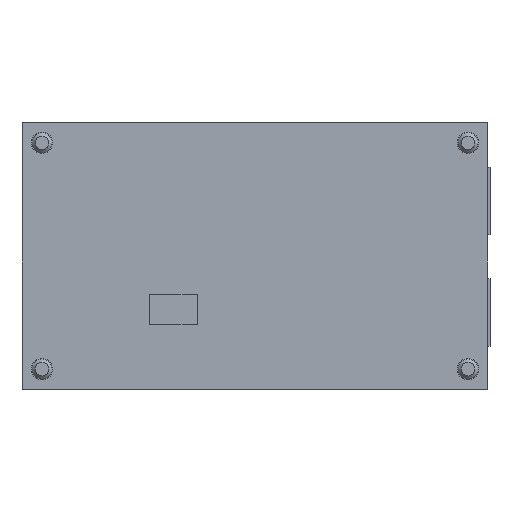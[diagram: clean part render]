
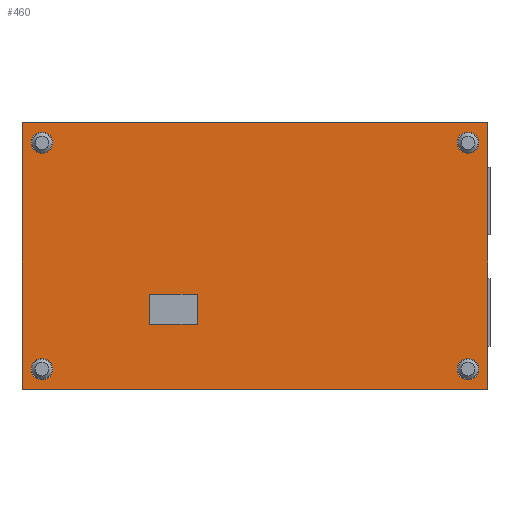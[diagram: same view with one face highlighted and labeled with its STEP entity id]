
A CAD part, top view. The second image highlights one B-rep face of the part: STEP entity #460.
In plain terms, the highlighted planar face has unit normal (0, 0, 1).
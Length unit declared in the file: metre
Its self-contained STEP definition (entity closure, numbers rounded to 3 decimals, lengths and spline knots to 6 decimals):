
#460 = ADVANCED_FACE( '', ( #1349, #1350, #1351, #1352, #1353, #1354 ), #1355, .F. );
#1349 = FACE_BOUND( '', #2760, .T. );
#1350 = FACE_OUTER_BOUND( '', #2761, .T. );
#1351 = FACE_BOUND( '', #2762, .T. );
#1352 = FACE_BOUND( '', #2763, .T. );
#1353 = FACE_BOUND( '', #2764, .T. );
#1354 = FACE_BOUND( '', #2765, .T. );
#1355 = PLANE( '', #2766 );
#2760 = EDGE_LOOP( '', ( #4165, #4166, #4167, #4168 ) );
#2761 = EDGE_LOOP( '', ( #4169, #4170, #4171, #4172 ) );
#2762 = EDGE_LOOP( '', ( #4173 ) );
#2763 = EDGE_LOOP( '', ( #4174 ) );
#2764 = EDGE_LOOP( '', ( #4175 ) );
#2765 = EDGE_LOOP( '', ( #4176 ) );
#2766 = AXIS2_PLACEMENT_3D( '', #4177, #4178, #4179 );
#4165 = ORIENTED_EDGE( '', *, *, #7985, .F. );
#4166 = ORIENTED_EDGE( '', *, *, #7986, .F. );
#4167 = ORIENTED_EDGE( '', *, *, #7987, .F. );
#4168 = ORIENTED_EDGE( '', *, *, #7988, .F. );
#4169 = ORIENTED_EDGE( '', *, *, #7989, .F. );
#4170 = ORIENTED_EDGE( '', *, *, #7990, .F. );
#4171 = ORIENTED_EDGE( '', *, *, #7991, .F. );
#4172 = ORIENTED_EDGE( '', *, *, #7992, .F. );
#4173 = ORIENTED_EDGE( '', *, *, #7993, .F. );
#4174 = ORIENTED_EDGE( '', *, *, #7994, .F. );
#4175 = ORIENTED_EDGE( '', *, *, #7995, .F. );
#4176 = ORIENTED_EDGE( '', *, *, #7996, .F. );
#4177 = CARTESIAN_POINT( '', ( -0.034363, 0.058724, 0.562864 ) );
#4178 = DIRECTION( '', ( 0., 0., -1. ) );
#4179 = DIRECTION( '', ( -1., 0., 0. ) );
#7985 = EDGE_CURVE( '', #9459, #9460, #9461, .T. );
#7986 = EDGE_CURVE( '', #9462, #9459, #9463, .T. );
#7987 = EDGE_CURVE( '', #9464, #9462, #9465, .T. );
#7988 = EDGE_CURVE( '', #9460, #9464, #9466, .F. );
#7989 = EDGE_CURVE( '', #9467, #9468, #9469, .T. );
#7990 = EDGE_CURVE( '', #9470, #9467, #9471, .F. );
#7991 = EDGE_CURVE( '', #9472, #9470, #9473, .F. );
#7992 = EDGE_CURVE( '', #9468, #9472, #9474, .T. );
#7993 = EDGE_CURVE( '', #9475, #9475, #9476, .T. );
#7994 = EDGE_CURVE( '', #9477, #9477, #9478, .T. );
#7995 = EDGE_CURVE( '', #9479, #9479, #9480, .T. );
#7996 = EDGE_CURVE( '', #9481, #9481, #9482, .T. );
#9459 = VERTEX_POINT( '', #11633 );
#9460 = VERTEX_POINT( '', #11634 );
#9461 = LINE( '', #11635, #11636 );
#9462 = VERTEX_POINT( '', #11637 );
#9463 = LINE( '', #11638, #11639 );
#9464 = VERTEX_POINT( '', #11640 );
#9465 = LINE( '', #11641, #11642 );
#9466 = LINE( '', #11643, #11644 );
#9467 = VERTEX_POINT( '', #11645 );
#9468 = VERTEX_POINT( '', #11646 );
#9469 = LINE( '', #11647, #11648 );
#9470 = VERTEX_POINT( '', #11649 );
#9471 = LINE( '', #11650, #11651 );
#9472 = VERTEX_POINT( '', #11652 );
#9473 = LINE( '', #11653, #11654 );
#9474 = LINE( '', #11655, #11656 );
#9475 = VERTEX_POINT( '', #11657 );
#9476 = CIRCLE( '', #11658, 0.0016 );
#9477 = VERTEX_POINT( '', #11659 );
#9478 = CIRCLE( '', #11660, 0.0016 );
#9479 = VERTEX_POINT( '', #11661 );
#9480 = CIRCLE( '', #11662, 0.0016 );
#9481 = VERTEX_POINT( '', #11663 );
#9482 = CIRCLE( '', #11664, 0.0016 );
#11633 = CARTESIAN_POINT( '', ( -0.008057, 0.03301, 0.562864 ) );
#11634 = CARTESIAN_POINT( '', ( -0.015169, 0.03301, 0.562864 ) );
#11635 = CARTESIAN_POINT( '', ( -0.008057, 0.03301, 0.562864 ) );
#11636 = VECTOR( '', #14808, 1. );
#11637 = CARTESIAN_POINT( '', ( -0.008057, 0.028438, 0.562864 ) );
#11638 = CARTESIAN_POINT( '', ( -0.008057, 0.028438, 0.562864 ) );
#11639 = VECTOR( '', #14809, 1. );
#11640 = CARTESIAN_POINT( '', ( -0.015169, 0.028438, 0.562864 ) );
#11641 = CARTESIAN_POINT( '', ( -0.015169, 0.028438, 0.562864 ) );
#11642 = VECTOR( '', #14810, 1. );
#11643 = CARTESIAN_POINT( '', ( -0.015169, 0.03301, 0.562864 ) );
#11644 = VECTOR( '', #14811, 1. );
#11645 = CARTESIAN_POINT( '', ( 0.035637, 0.018724, 0.562864 ) );
#11646 = CARTESIAN_POINT( '', ( -0.034363, 0.018724, 0.562864 ) );
#11647 = CARTESIAN_POINT( '', ( -0.034363, 0.018724, 0.562864 ) );
#11648 = VECTOR( '', #14812, 1. );
#11649 = CARTESIAN_POINT( '', ( 0.035637, 0.058724, 0.562864 ) );
#11650 = CARTESIAN_POINT( '', ( 0.035637, 0.058724, 0.562864 ) );
#11651 = VECTOR( '', #14813, 1. );
#11652 = CARTESIAN_POINT( '', ( -0.034363, 0.058724, 0.562864 ) );
#11653 = CARTESIAN_POINT( '', ( -0.034363, 0.058724, 0.562864 ) );
#11654 = VECTOR( '', #14814, 1. );
#11655 = CARTESIAN_POINT( '', ( -0.034363, 0.058724, 0.562864 ) );
#11656 = VECTOR( '', #14815, 1. );
#11657 = CARTESIAN_POINT( '', ( -0.029763, 0.055724, 0.562864 ) );
#11658 = AXIS2_PLACEMENT_3D( '', #14816, #14817, #14818 );
#11659 = CARTESIAN_POINT( '', ( 0.034237, 0.055724, 0.562864 ) );
#11660 = AXIS2_PLACEMENT_3D( '', #14819, #14820, #14821 );
#11661 = CARTESIAN_POINT( '', ( 0.034237, 0.021724, 0.562864 ) );
#11662 = AXIS2_PLACEMENT_3D( '', #14822, #14823, #14824 );
#11663 = CARTESIAN_POINT( '', ( -0.029763, 0.021724, 0.562864 ) );
#11664 = AXIS2_PLACEMENT_3D( '', #14825, #14826, #14827 );
#14808 = DIRECTION( '', ( -1., 0., 0. ) );
#14809 = DIRECTION( '', ( 0., 1., 0. ) );
#14810 = DIRECTION( '', ( 1., 0., 0. ) );
#14811 = DIRECTION( '', ( 0., 1., 0. ) );
#14812 = DIRECTION( '', ( -1., 0., 0. ) );
#14813 = DIRECTION( '', ( 0., 1., 0. ) );
#14814 = DIRECTION( '', ( -1., 0., 0. ) );
#14815 = DIRECTION( '', ( 0., 1., 0. ) );
#14816 = CARTESIAN_POINT( '', ( -0.031363, 0.055724, 0.562864 ) );
#14817 = DIRECTION( '', ( 0., 0., 1. ) );
#14818 = DIRECTION( '', ( 1., 0., 0. ) );
#14819 = CARTESIAN_POINT( '', ( 0.032637, 0.055724, 0.562864 ) );
#14820 = DIRECTION( '', ( 0., 0., 1. ) );
#14821 = DIRECTION( '', ( 1., 0., 0. ) );
#14822 = CARTESIAN_POINT( '', ( 0.032637, 0.021724, 0.562864 ) );
#14823 = DIRECTION( '', ( 0., 0., 1. ) );
#14824 = DIRECTION( '', ( 1., 0., 0. ) );
#14825 = CARTESIAN_POINT( '', ( -0.031363, 0.021724, 0.562864 ) );
#14826 = DIRECTION( '', ( 0., 0., 1. ) );
#14827 = DIRECTION( '', ( 1., 0., 0. ) );
